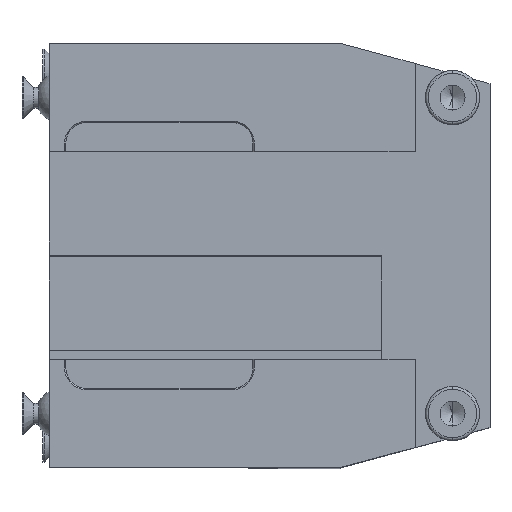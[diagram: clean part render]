
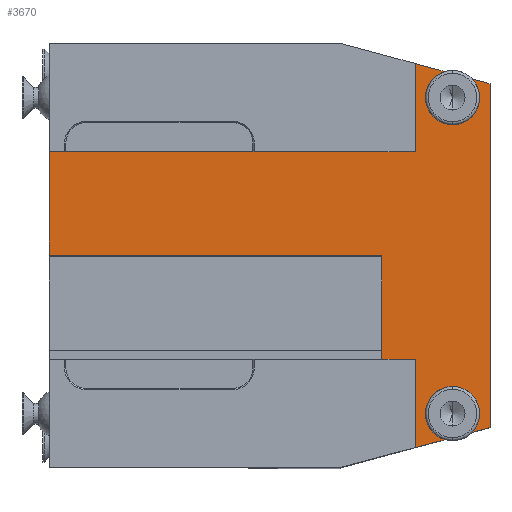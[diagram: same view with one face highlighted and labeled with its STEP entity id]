
A CAD part, top view. The second image highlights one B-rep face of the part: STEP entity #3670.
In plain terms, the highlighted planar face has unit normal (0, 0, 1).
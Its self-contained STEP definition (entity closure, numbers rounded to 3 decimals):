
#637=DIRECTION('',(0.,1.,0.));
#638=VECTOR('',#637,43.441);
#639=CARTESIAN_POINT('',(-70.,-18.441,40.));
#640=LINE('',#639,#638);
#645=DIRECTION('',(0.,1.,0.));
#646=VECTOR('',#645,1.);
#647=CARTESIAN_POINT('',(-70.,-25.,40.));
#648=LINE('',#647,#646);
#805=DIRECTION('',(0.,1.,0.));
#806=VECTOR('',#805,5.559);
#807=CARTESIAN_POINT('',(10.,-24.,40.));
#808=LINE('',#807,#806);
#809=DIRECTION('',(1.,0.,0.));
#810=VECTOR('',#809,80.);
#811=CARTESIAN_POINT('',(-70.,-18.441,40.));
#812=LINE('',#811,#810);
#813=DIRECTION('',(0.,-1.,0.));
#814=VECTOR('',#813,21.177);
#815=CARTESIAN_POINT('',(18.,46.177,40.));
#816=LINE('',#815,#814);
#817=CARTESIAN_POINT('',(27.,38.,40.));
#818=DIRECTION('',(0.,0.,-1.));
#819=DIRECTION('',(0.,-1.,0.));
#820=AXIS2_PLACEMENT_3D('',#817,#818,#819);
#822=CARTESIAN_POINT('',(27.,38.,40.));
#823=DIRECTION('',(0.,0.,-1.));
#824=DIRECTION('',(0.72,0.694,0.));
#825=AXIS2_PLACEMENT_3D('',#822,#823,#824);
#827=DIRECTION('',(0.,-1.,0.));
#828=VECTOR('',#827,82.708);
#829=CARTESIAN_POINT('',(36.,41.354,40.));
#830=LINE('',#829,#828);
#831=CARTESIAN_POINT('',(27.,-38.,40.));
#832=DIRECTION('',(0.,0.,-1.));
#833=DIRECTION('',(0.,1.,0.));
#834=AXIS2_PLACEMENT_3D('',#831,#832,#833);
#836=CARTESIAN_POINT('',(27.,-38.,40.));
#837=DIRECTION('',(0.,0.,-1.));
#838=DIRECTION('',(-0.276,-0.961,0.));
#839=AXIS2_PLACEMENT_3D('',#836,#837,#838);
#841=DIRECTION('',(0.,-1.,0.));
#842=VECTOR('',#841,21.177);
#843=CARTESIAN_POINT('',(18.,-25.,40.));
#844=LINE('',#843,#842);
#845=DIRECTION('',(-1.,0.,0.));
#846=VECTOR('',#845,88.);
#847=CARTESIAN_POINT('',(18.,-25.,40.));
#848=LINE('',#847,#846);
#849=DIRECTION('',(1.,0.,0.));
#850=VECTOR('',#849,80.);
#851=CARTESIAN_POINT('',(-70.,-24.,40.));
#852=LINE('',#851,#850);
#853=CARTESIAN_POINT('',(-53.,-10.8,40.));
#854=DIRECTION('',(0.,0.,-1.));
#855=DIRECTION('',(0.,-1.,0.));
#856=AXIS2_PLACEMENT_3D('',#853,#854,#855);
#858=CARTESIAN_POINT('',(-53.,-10.8,40.));
#859=DIRECTION('',(0.,0.,-1.));
#860=DIRECTION('',(0.,1.,0.));
#861=AXIS2_PLACEMENT_3D('',#858,#859,#860);
#863=CARTESIAN_POINT('',(-7.,-10.8,40.));
#864=DIRECTION('',(0.,0.,-1.));
#865=DIRECTION('',(0.,-1.,0.));
#866=AXIS2_PLACEMENT_3D('',#863,#864,#865);
#868=CARTESIAN_POINT('',(-7.,-10.8,40.));
#869=DIRECTION('',(0.,0.,-1.));
#870=DIRECTION('',(0.,1.,0.));
#871=AXIS2_PLACEMENT_3D('',#868,#869,#870);
#877=DIRECTION('',(-1.,0.,0.));
#878=VECTOR('',#877,88.);
#879=CARTESIAN_POINT('',(18.,25.,40.));
#880=LINE('',#879,#878);
#973=DIRECTION('',(-0.966,0.259,0.));
#974=VECTOR('',#973,7.457);
#975=CARTESIAN_POINT('',(25.203,44.247,40.));
#976=LINE('',#975,#974);
#993=DIRECTION('',(-0.966,0.259,0.));
#994=VECTOR('',#993,4.473);
#995=CARTESIAN_POINT('',(36.,41.354,40.));
#996=LINE('',#995,#994);
#1089=DIRECTION('',(-0.966,-0.259,0.));
#1090=VECTOR('',#1089,4.473);
#1091=CARTESIAN_POINT('',(36.,-41.354,40.));
#1092=LINE('',#1091,#1090);
#1105=DIRECTION('',(-0.966,-0.259,0.));
#1106=VECTOR('',#1105,7.457);
#1107=CARTESIAN_POINT('',(25.203,-44.247,40.));
#1108=LINE('',#1107,#1106);
#2110=CARTESIAN_POINT('',(-70.,25.,40.));
#2112=VERTEX_POINT('',#2110);
#2227=CARTESIAN_POINT('',(18.,-25.,40.));
#2228=VERTEX_POINT('',#2227);
#2229=CARTESIAN_POINT('',(18.,25.,40.));
#2230=VERTEX_POINT('',#2229);
#2231=CARTESIAN_POINT('',(18.,-46.177,40.));
#2232=VERTEX_POINT('',#2231);
#2233=CARTESIAN_POINT('',(18.,46.177,40.));
#2234=VERTEX_POINT('',#2233);
#2235=CARTESIAN_POINT('',(-70.,-25.,40.));
#2236=VERTEX_POINT('',#2235);
#2237=CARTESIAN_POINT('',(36.,-41.354,40.));
#2238=VERTEX_POINT('',#2237);
#2239=CARTESIAN_POINT('',(36.,41.354,40.));
#2240=VERTEX_POINT('',#2239);
#2421=CARTESIAN_POINT('',(27.,31.5,40.));
#2422=CARTESIAN_POINT('',(25.203,44.247,40.));
#2423=VERTEX_POINT('',#2421);
#2424=VERTEX_POINT('',#2422);
#2425=CARTESIAN_POINT('',(31.679,42.512,40.));
#2426=VERTEX_POINT('',#2425);
#2455=CARTESIAN_POINT('',(25.203,-44.247,40.));
#2456=CARTESIAN_POINT('',(27.,-31.5,40.));
#2457=VERTEX_POINT('',#2455);
#2458=VERTEX_POINT('',#2456);
#2459=CARTESIAN_POINT('',(31.679,-42.512,40.));
#2460=VERTEX_POINT('',#2459);
#2549=CARTESIAN_POINT('',(10.,-24.,40.));
#2550=CARTESIAN_POINT('',(10.,-18.441,40.));
#2551=VERTEX_POINT('',#2549);
#2552=VERTEX_POINT('',#2550);
#2553=CARTESIAN_POINT('',(-70.,-18.441,40.));
#2554=VERTEX_POINT('',#2553);
#2555=CARTESIAN_POINT('',(-70.,-24.,40.));
#2556=VERTEX_POINT('',#2555);
#2585=CARTESIAN_POINT('',(-53.,-15.8,40.));
#2586=CARTESIAN_POINT('',(-53.,-5.8,40.));
#2587=VERTEX_POINT('',#2585);
#2588=VERTEX_POINT('',#2586);
#2593=CARTESIAN_POINT('',(-7.,-15.8,40.));
#2594=CARTESIAN_POINT('',(-7.,-5.8,40.));
#2595=VERTEX_POINT('',#2593);
#2596=VERTEX_POINT('',#2594);
#3621=CARTESIAN_POINT('',(46.6,-25.,40.));
#3622=DIRECTION('',(0.,0.,-1.));
#3623=DIRECTION('',(0.,1.,0.));
#3624=AXIS2_PLACEMENT_3D('',#3621,#3622,#3623);
#3625=PLANE('',#3624);
#3626=ORIENTED_EDGE('',*,*,#3493,.T.);
#3627=ORIENTED_EDGE('',*,*,#3441,.F.);
#3628=ORIENTED_EDGE('',*,*,#3396,.T.);
#3630=ORIENTED_EDGE('',*,*,#3629,.F.);
#3632=ORIENTED_EDGE('',*,*,#3631,.F.);
#3634=ORIENTED_EDGE('',*,*,#3633,.F.);
#3636=ORIENTED_EDGE('',*,*,#3635,.F.);
#3638=ORIENTED_EDGE('',*,*,#3637,.F.);
#3640=ORIENTED_EDGE('',*,*,#3639,.F.);
#3642=ORIENTED_EDGE('',*,*,#3641,.T.);
#3644=ORIENTED_EDGE('',*,*,#3643,.T.);
#3646=ORIENTED_EDGE('',*,*,#3645,.F.);
#3648=ORIENTED_EDGE('',*,*,#3647,.F.);
#3650=ORIENTED_EDGE('',*,*,#3649,.T.);
#3652=ORIENTED_EDGE('',*,*,#3651,.F.);
#3653=ORIENTED_EDGE('',*,*,#3589,.T.);
#3654=ORIENTED_EDGE('',*,*,#3404,.T.);
#3655=ORIENTED_EDGE('',*,*,#3615,.T.);
#3656=EDGE_LOOP('',(#3626,#3627,#3628,#3630,#3632,#3634,#3636,#3638,#3640,#3642,
#3644,#3646,#3648,#3650,#3652,#3653,#3654,#3655));
#3657=FACE_OUTER_BOUND('',#3656,.F.);
#3659=ORIENTED_EDGE('',*,*,#3658,.F.);
#3661=ORIENTED_EDGE('',*,*,#3660,.F.);
#3662=EDGE_LOOP('',(#3659,#3661));
#3663=FACE_BOUND('',#3662,.F.);
#3665=ORIENTED_EDGE('',*,*,#3664,.F.);
#3667=ORIENTED_EDGE('',*,*,#3666,.F.);
#3668=EDGE_LOOP('',(#3665,#3667));
#3669=FACE_BOUND('',#3668,.F.);
#3670=ADVANCED_FACE('',(#3657,#3663,#3669),#3625,.F.);
#821=CIRCLE('',#820,6.5);
#826=CIRCLE('',#825,6.5);
#835=CIRCLE('',#834,6.5);
#840=CIRCLE('',#839,6.5);
#857=CIRCLE('',#856,5.);
#862=CIRCLE('',#861,5.);
#867=CIRCLE('',#866,5.);
#872=CIRCLE('',#871,5.);
#3396=EDGE_CURVE('',#2554,#2112,#640,.T.);
#3404=EDGE_CURVE('',#2236,#2556,#648,.T.);
#3441=EDGE_CURVE('',#2554,#2552,#812,.T.);
#3493=EDGE_CURVE('',#2551,#2552,#808,.T.);
#3589=EDGE_CURVE('',#2228,#2236,#848,.T.);
#3615=EDGE_CURVE('',#2556,#2551,#852,.T.);
#3629=EDGE_CURVE('',#2230,#2112,#880,.T.);
#3631=EDGE_CURVE('',#2234,#2230,#816,.T.);
#3633=EDGE_CURVE('',#2424,#2234,#976,.T.);
#3635=EDGE_CURVE('',#2423,#2424,#821,.T.);
#3637=EDGE_CURVE('',#2426,#2423,#826,.T.);
#3639=EDGE_CURVE('',#2240,#2426,#996,.T.);
#3641=EDGE_CURVE('',#2240,#2238,#830,.T.);
#3643=EDGE_CURVE('',#2238,#2460,#1092,.T.);
#3645=EDGE_CURVE('',#2458,#2460,#835,.T.);
#3647=EDGE_CURVE('',#2457,#2458,#840,.T.);
#3649=EDGE_CURVE('',#2457,#2232,#1108,.T.);
#3651=EDGE_CURVE('',#2228,#2232,#844,.T.);
#3658=EDGE_CURVE('',#2587,#2588,#857,.T.);
#3660=EDGE_CURVE('',#2588,#2587,#862,.T.);
#3664=EDGE_CURVE('',#2595,#2596,#867,.T.);
#3666=EDGE_CURVE('',#2596,#2595,#872,.T.);
